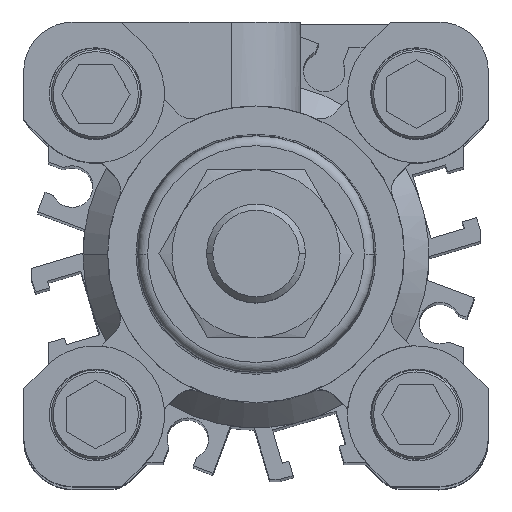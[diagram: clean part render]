
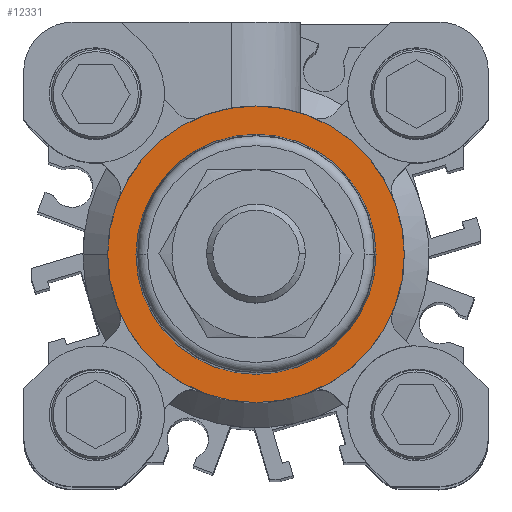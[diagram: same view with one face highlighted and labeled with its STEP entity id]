
A CAD part, top view. The second image highlights one B-rep face of the part: STEP entity #12331.
In plain terms, the highlighted planar face has unit normal (0, 0, 1).
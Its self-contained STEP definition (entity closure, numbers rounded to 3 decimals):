
#63 = VERTEX_POINT ( 'NONE', #4925 ) ;
#243 = AXIS2_PLACEMENT_3D ( 'NONE', #9337, #7490, #9695 ) ;
#842 = AXIS2_PLACEMENT_3D ( 'NONE', #10644, #9187, #10546 ) ;
#1491 = AXIS2_PLACEMENT_3D ( 'NONE', #8914, #8829, #8881 ) ;
#1816 = EDGE_LOOP ( 'NONE', ( #12824, #12904 ) ) ;
#3611 = CIRCLE ( 'NONE', #14408, 12.142 ) ;
#3788 = VERTEX_POINT ( 'NONE', #6761 ) ;
#4714 = FACE_BOUND ( 'NONE', #1816, .T. ) ;
#4925 = CARTESIAN_POINT ( 'NONE',  ( -15., 0., 32.2 ) ) ;
#5007 = FACE_OUTER_BOUND ( 'NONE', #12594, .T. ) ;
#5722 = VERTEX_POINT ( 'NONE', #13199 ) ;
#6761 = CARTESIAN_POINT ( 'NONE',  ( -12.142, 0., 32.2 ) ) ;
#6769 = CARTESIAN_POINT ( 'NONE',  ( 15., 0., 32.2 ) ) ;
#7490 = DIRECTION ( 'NONE',  ( 0., 0., 1. ) ) ;
#8638 = DIRECTION ( 'NONE',  ( 1., 0., 0. ) ) ;
#8829 = DIRECTION ( 'NONE',  ( 0., 0., 1. ) ) ;
#8881 = DIRECTION ( 'NONE',  ( 1., 0., 0. ) ) ;
#8914 = CARTESIAN_POINT ( 'NONE',  ( 0., 0., 32.2 ) ) ;
#9009 = EDGE_CURVE ( 'NONE', #3788, #5722, #10427, .T. ) ;
#9171 = VERTEX_POINT ( 'NONE', #6769 ) ;
#9187 = DIRECTION ( 'NONE',  ( 0., 0., 1. ) ) ;
#9337 = CARTESIAN_POINT ( 'NONE',  ( 0., 0., 32.2 ) ) ;
#9695 = DIRECTION ( 'NONE',  ( 1., 0., 0. ) ) ;
#9705 = DIRECTION ( 'NONE',  ( 0., 0., 1. ) ) ;
#10337 = CARTESIAN_POINT ( 'NONE',  ( 0., 0., 32.2 ) ) ;
#10427 = CIRCLE ( 'NONE', #842, 12.142 ) ;
#10443 = EDGE_CURVE ( 'NONE', #5722, #3788, #3611, .T. ) ;
#10512 = CIRCLE ( 'NONE', #10622, 15. ) ;
#10546 = DIRECTION ( 'NONE',  ( 1., 0., 0. ) ) ;
#10622 = AXIS2_PLACEMENT_3D ( 'NONE', #10337, #9705, #8638 ) ;
#10644 = CARTESIAN_POINT ( 'NONE',  ( 0., 0., 32.2 ) ) ;
#11935 = CARTESIAN_POINT ( 'NONE',  ( 0., 0., 32.2 ) ) ;
#12099 = DIRECTION ( 'NONE',  ( 1., 0., 0. ) ) ;
#12331 = ADVANCED_FACE ( 'NONE', ( #5007, #4714 ), #13961, .T. ) ;
#12511 = DIRECTION ( 'NONE',  ( 0., 0., 1. ) ) ;
#12560 = CIRCLE ( 'NONE', #1491, 15. ) ;
#12594 = EDGE_LOOP ( 'NONE', ( #12741, #12885 ) ) ;
#12741 = ORIENTED_EDGE ( 'NONE', *, *, #14577, .T. ) ;
#12824 = ORIENTED_EDGE ( 'NONE', *, *, #10443, .F. ) ;
#12885 = ORIENTED_EDGE ( 'NONE', *, *, #13246, .T. ) ;
#12904 = ORIENTED_EDGE ( 'NONE', *, *, #9009, .F. ) ;
#13199 = CARTESIAN_POINT ( 'NONE',  ( 12.142, 0., 32.2 ) ) ;
#13246 = EDGE_CURVE ( 'NONE', #9171, #63, #10512, .T. ) ;
#13961 = PLANE ( 'NONE',  #243 ) ;
#14408 = AXIS2_PLACEMENT_3D ( 'NONE', #11935, #12511, #12099 ) ;
#14577 = EDGE_CURVE ( 'NONE', #63, #9171, #12560, .T. ) ;
